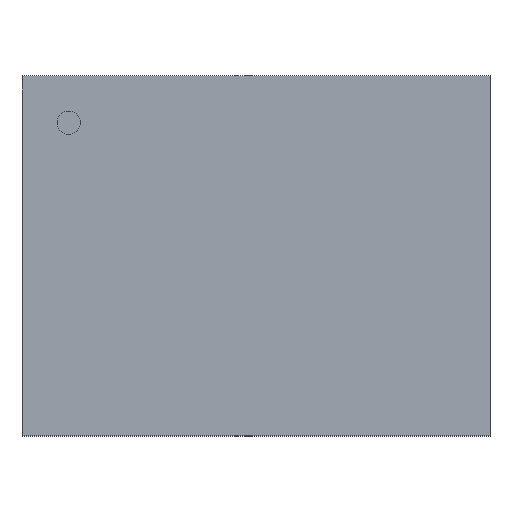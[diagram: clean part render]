
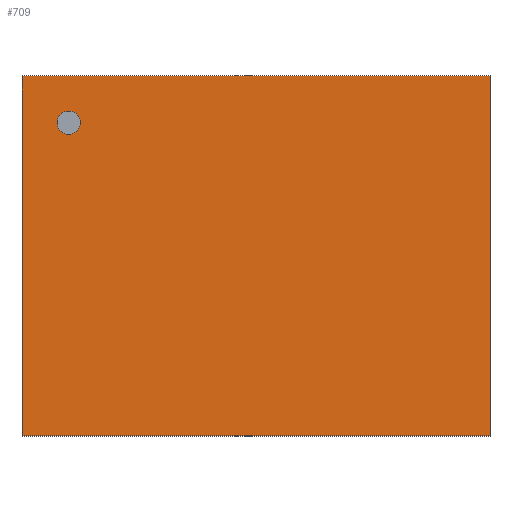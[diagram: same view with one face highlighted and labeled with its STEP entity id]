
A CAD part, top view. The second image highlights one B-rep face of the part: STEP entity #709.
In plain terms, the highlighted planar face has unit normal (0, 0, 1).
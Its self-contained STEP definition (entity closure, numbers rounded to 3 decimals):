
#485=CARTESIAN_POINT('',(1.321,-1.016,0.686));
#484=VERTEX_POINT('',#485);
#495=CARTESIAN_POINT('',(-1.321,-1.016,0.686));
#494=VERTEX_POINT('',#495);
#493=EDGE_CURVE('',#494,#484,#498,.T.);
#498=LINE('',#495,#500);
#500=VECTOR('',#501,2.642);
#501=DIRECTION('',(1.0,0.0,0.0));
#534=CARTESIAN_POINT('',(1.321,1.016,0.686));
#533=VERTEX_POINT('',#534);
#542=EDGE_CURVE('',#484,#533,#547,.T.);
#547=LINE('',#485,#549);
#549=VECTOR('',#550,2.032);
#550=DIRECTION('',(0.0,1.0,0.0));
#583=CARTESIAN_POINT('',(-1.321,1.016,0.686));
#582=VERTEX_POINT('',#583);
#591=EDGE_CURVE('',#533,#582,#596,.T.);
#596=LINE('',#534,#598);
#598=VECTOR('',#599,2.642);
#599=DIRECTION('',(-1.0,0.0,0.0));
#640=EDGE_CURVE('',#582,#494,#645,.T.);
#645=LINE('',#583,#647);
#647=VECTOR('',#648,2.032);
#648=DIRECTION('',(0.0,-1.0,0.0));
#709=ADVANCED_FACE('',(#715),#710,.T.);
#710=PLANE('',#711);
#711=AXIS2_PLACEMENT_3D('',#712,#713,#714);
#712=CARTESIAN_POINT('',(-1.321,-1.016,0.686));
#713=DIRECTION('',(0.0,0.0,1.0));
#714=DIRECTION('',(0.,1.,0.));
#715=FACE_OUTER_BOUND('',#716,.T.);
#716=EDGE_LOOP('',(#717,#727,#737,#747));
#717=ORIENTED_EDGE('',*,*,#493,.T.);
#727=ORIENTED_EDGE('',*,*,#542,.T.);
#737=ORIENTED_EDGE('',*,*,#591,.T.);
#747=ORIENTED_EDGE('',*,*,#640,.T.);
